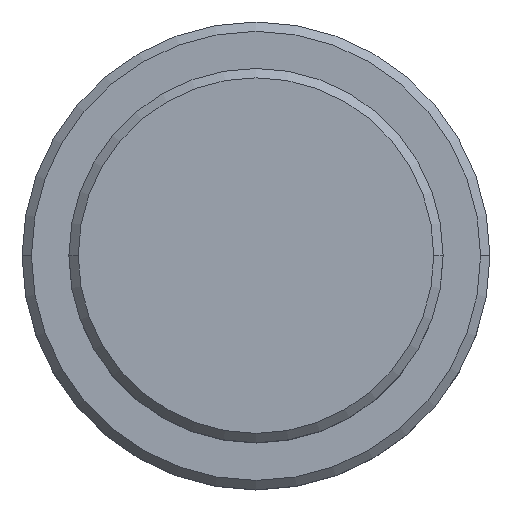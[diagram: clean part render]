
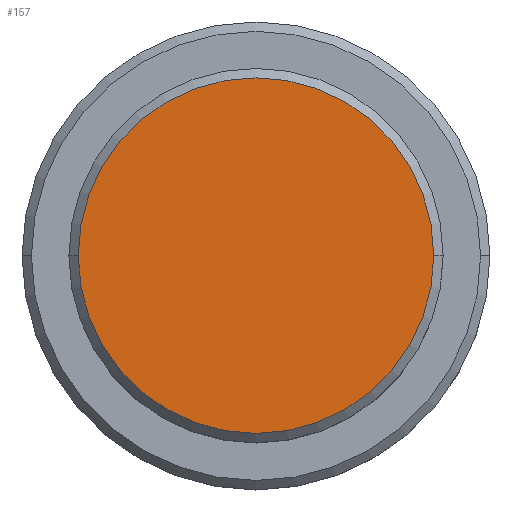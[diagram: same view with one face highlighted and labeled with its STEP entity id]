
A CAD part, top view. The second image highlights one B-rep face of the part: STEP entity #157.
In plain terms, the highlighted planar face has unit normal (0, 0, 1).
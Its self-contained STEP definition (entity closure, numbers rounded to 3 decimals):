
#64 = DIRECTION ( 'NONE',  ( 1., 0., 0. ) ) ;
#67 = CARTESIAN_POINT ( 'NONE',  ( 0., 0., 0. ) ) ;
#157 = ADVANCED_FACE ( 'NONE', ( #1146 ), #472, .T. ) ;
#163 = DIRECTION ( 'NONE',  ( 0., 0., 1. ) ) ;
#236 = CARTESIAN_POINT ( 'NONE',  ( 0., 0., 0. ) ) ;
#305 = AXIS2_PLACEMENT_3D ( 'NONE', #67, #163, #804 ) ;
#382 = VERTEX_POINT ( 'NONE', #659 ) ;
#399 = CARTESIAN_POINT ( 'NONE',  ( 0., 0., 0. ) ) ;
#412 = CARTESIAN_POINT ( 'NONE',  ( 9.5, 0., 0. ) ) ;
#472 = PLANE ( 'NONE',  #305 ) ;
#617 = DIRECTION ( 'NONE',  ( 0., 0., 1. ) ) ;
#659 = CARTESIAN_POINT ( 'NONE',  ( -9.5, 0., 0. ) ) ;
#674 = AXIS2_PLACEMENT_3D ( 'NONE', #236, #1003, #1304 ) ;
#706 = ORIENTED_EDGE ( 'NONE', *, *, #854, .T. ) ;
#712 = EDGE_LOOP ( 'NONE', ( #706, #831 ) ) ;
#804 = DIRECTION ( 'NONE',  ( 1., 0., 0. ) ) ;
#831 = ORIENTED_EDGE ( 'NONE', *, *, #1273, .T. ) ;
#854 = EDGE_CURVE ( 'NONE', #382, #1100, #1296, .T. ) ;
#1003 = DIRECTION ( 'NONE',  ( 0., 0., 1. ) ) ;
#1045 = AXIS2_PLACEMENT_3D ( 'NONE', #399, #617, #64 ) ;
#1100 = VERTEX_POINT ( 'NONE', #412 ) ;
#1146 = FACE_OUTER_BOUND ( 'NONE', #712, .T. ) ;
#1273 = EDGE_CURVE ( 'NONE', #1100, #382, #1298, .T. ) ;
#1296 = CIRCLE ( 'NONE', #1045, 9.5 ) ;
#1298 = CIRCLE ( 'NONE', #674, 9.5 ) ;
#1304 = DIRECTION ( 'NONE',  ( 1., 0., 0. ) ) ;
